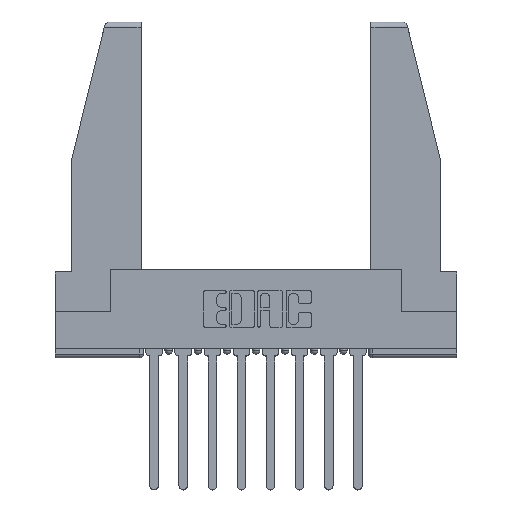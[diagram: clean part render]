
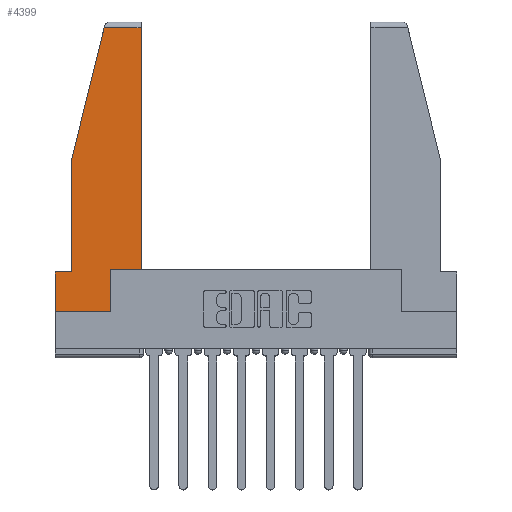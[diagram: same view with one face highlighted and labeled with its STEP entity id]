
A CAD part, top view. The second image highlights one B-rep face of the part: STEP entity #4399.
In plain terms, the highlighted planar face has unit normal (0, 0, 1).
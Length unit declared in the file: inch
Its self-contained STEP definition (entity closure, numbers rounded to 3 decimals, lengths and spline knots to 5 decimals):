
#114 = AXIS2_PLACEMENT_3D ( 'NONE', #2647, #1793, #5823 ) ;
#508 = CARTESIAN_POINT ( 'NONE',  ( 0.297, 0.223, 0. ) ) ;
#647 = DIRECTION ( 'NONE',  ( 1., 0., 0. ) ) ;
#933 = LINE ( 'NONE', #8503, #2828 ) ;
#1467 = LINE ( 'NONE', #5709, #5657 ) ;
#1607 = VECTOR ( 'NONE', #8916, 39.37008 ) ;
#1625 = CARTESIAN_POINT ( 'NONE',  ( 0., 0., 0. ) ) ;
#1793 = DIRECTION ( 'NONE',  ( 0., 0., 1. ) ) ;
#1884 = VERTEX_POINT ( 'NONE', #8664 ) ;
#2285 = EDGE_LOOP ( 'NONE', ( #8406, #3099, #8154, #12598, #4240, #6450, #12734, #5110, #2692 ) ) ;
#2647 = CARTESIAN_POINT ( 'NONE',  ( 0., 0., 0. ) ) ;
#2692 = ORIENTED_EDGE ( 'NONE', *, *, #13479, .T. ) ;
#2762 = CARTESIAN_POINT ( 'NONE',  ( 0., 0., 0. ) ) ;
#2828 = VECTOR ( 'NONE', #5179, 39.37008 ) ;
#2861 = PLANE ( 'NONE',  #114 ) ;
#3099 = ORIENTED_EDGE ( 'NONE', *, *, #3940, .T. ) ;
#3223 = DIRECTION ( 'NONE',  ( -0.239, -0.971, 0. ) ) ;
#3387 = LINE ( 'NONE', #12882, #13580 ) ;
#3771 = VERTEX_POINT ( 'NONE', #1625 ) ;
#3776 = EDGE_CURVE ( 'NONE', #3771, #11540, #8009, .T. ) ;
#3940 = EDGE_CURVE ( 'NONE', #11299, #10098, #1467, .T. ) ;
#4240 = ORIENTED_EDGE ( 'NONE', *, *, #8413, .T. ) ;
#4399 = ADVANCED_FACE ( 'NONE', ( #5072 ), #2861, .T. ) ;
#4869 = VERTEX_POINT ( 'NONE', #9056 ) ;
#4998 = DIRECTION ( 'NONE',  ( 0., -1., 0. ) ) ;
#5072 = FACE_OUTER_BOUND ( 'NONE', #2285, .T. ) ;
#5110 = ORIENTED_EDGE ( 'NONE', *, *, #6918, .T. ) ;
#5179 = DIRECTION ( 'NONE',  ( 0., 1., 0. ) ) ;
#5657 = VECTOR ( 'NONE', #9933, 39.37008 ) ;
#5709 = CARTESIAN_POINT ( 'NONE',  ( 0., 1.52, 0. ) ) ;
#5823 = DIRECTION ( 'NONE',  ( 1., 0., 0. ) ) ;
#5825 = EDGE_CURVE ( 'NONE', #12416, #3771, #12357, .T. ) ;
#6450 = ORIENTED_EDGE ( 'NONE', *, *, #5825, .T. ) ;
#6714 = LINE ( 'NONE', #508, #1607 ) ;
#6918 = EDGE_CURVE ( 'NONE', #11540, #12819, #933, .T. ) ;
#6929 = LINE ( 'NONE', #9350, #10606 ) ;
#7119 = VECTOR ( 'NONE', #9979, 39.37008 ) ;
#7189 = CARTESIAN_POINT ( 'NONE',  ( 0., 0.21, 0. ) ) ;
#7660 = VECTOR ( 'NONE', #4998, 39.37008 ) ;
#8009 = LINE ( 'NONE', #2762, #12761 ) ;
#8019 = CARTESIAN_POINT ( 'NONE',  ( 0.297, 0., 0. ) ) ;
#8114 = EDGE_CURVE ( 'NONE', #10098, #4869, #12647, .T. ) ;
#8154 = ORIENTED_EDGE ( 'NONE', *, *, #8114, .T. ) ;
#8286 = VERTEX_POINT ( 'NONE', #12142 ) ;
#8406 = ORIENTED_EDGE ( 'NONE', *, *, #11733, .T. ) ;
#8413 = EDGE_CURVE ( 'NONE', #8286, #12416, #6929, .T. ) ;
#8503 = CARTESIAN_POINT ( 'NONE',  ( 0.297, 0., 0. ) ) ;
#8664 = CARTESIAN_POINT ( 'NONE',  ( 0.461, 0.223, 0. ) ) ;
#8916 = DIRECTION ( 'NONE',  ( 1., 0., 0. ) ) ;
#9008 = CARTESIAN_POINT ( 'NONE',  ( 0.086, 0.8, 0. ) ) ;
#9056 = CARTESIAN_POINT ( 'NONE',  ( 0.086, 0.8, 0. ) ) ;
#9350 = CARTESIAN_POINT ( 'NONE',  ( 0., 0.21, 0. ) ) ;
#9633 = EDGE_CURVE ( 'NONE', #4869, #8286, #11036, .T. ) ;
#9833 = CARTESIAN_POINT ( 'NONE',  ( 0.2636, 1.52, 0. ) ) ;
#9933 = DIRECTION ( 'NONE',  ( -1., 0., 0. ) ) ;
#9979 = DIRECTION ( 'NONE',  ( 0., -1., 0. ) ) ;
#10055 = CARTESIAN_POINT ( 'NONE',  ( 0., 0.21, 0. ) ) ;
#10098 = VERTEX_POINT ( 'NONE', #9833 ) ;
#10558 = CARTESIAN_POINT ( 'NONE',  ( 0.297, 0.223, 0. ) ) ;
#10606 = VECTOR ( 'NONE', #12278, 39.37008 ) ;
#11036 = LINE ( 'NONE', #9008, #7119 ) ;
#11299 = VERTEX_POINT ( 'NONE', #12898 ) ;
#11540 = VERTEX_POINT ( 'NONE', #8019 ) ;
#11731 = CARTESIAN_POINT ( 'NONE',  ( 0.271, 1.55, 0. ) ) ;
#11733 = EDGE_CURVE ( 'NONE', #1884, #11299, #3387, .T. ) ;
#12142 = CARTESIAN_POINT ( 'NONE',  ( 0.086, 0.21, 0. ) ) ;
#12278 = DIRECTION ( 'NONE',  ( -1., 0., 0. ) ) ;
#12357 = LINE ( 'NONE', #10055, #7660 ) ;
#12416 = VERTEX_POINT ( 'NONE', #7189 ) ;
#12598 = ORIENTED_EDGE ( 'NONE', *, *, #9633, .T. ) ;
#12647 = LINE ( 'NONE', #11731, #13700 ) ;
#12734 = ORIENTED_EDGE ( 'NONE', *, *, #3776, .T. ) ;
#12755 = DIRECTION ( 'NONE',  ( 0., 1., 0. ) ) ;
#12761 = VECTOR ( 'NONE', #647, 39.37008 ) ;
#12819 = VERTEX_POINT ( 'NONE', #10558 ) ;
#12882 = CARTESIAN_POINT ( 'NONE',  ( 0.461, 0.223, 0. ) ) ;
#12898 = CARTESIAN_POINT ( 'NONE',  ( 0.461, 1.52, 0. ) ) ;
#13479 = EDGE_CURVE ( 'NONE', #12819, #1884, #6714, .T. ) ;
#13580 = VECTOR ( 'NONE', #12755, 39.37008 ) ;
#13700 = VECTOR ( 'NONE', #3223, 39.37008 ) ;
